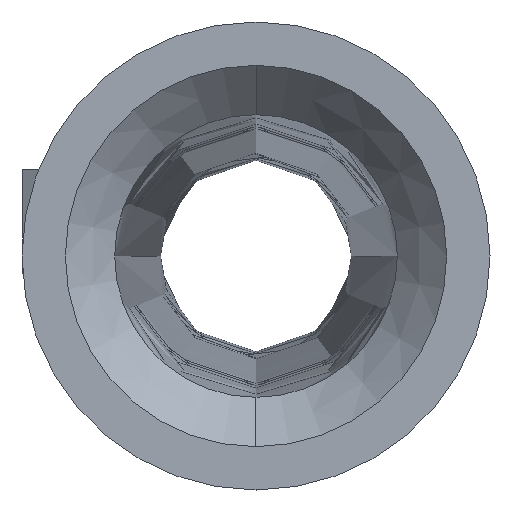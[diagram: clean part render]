
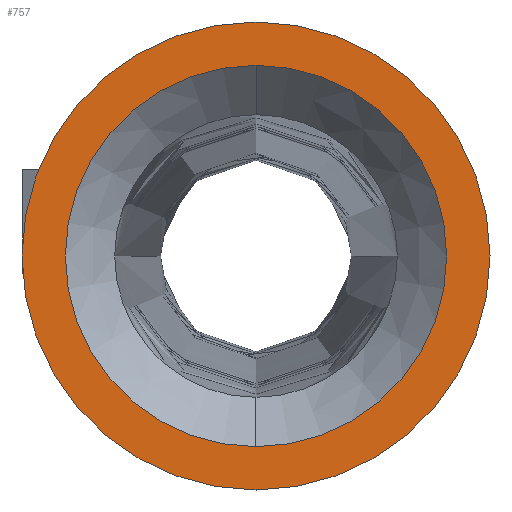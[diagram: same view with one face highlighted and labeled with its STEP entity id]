
A CAD part, front view. The second image highlights one B-rep face of the part: STEP entity #757.
In plain terms, the highlighted planar face has unit normal (0, -1, 0).
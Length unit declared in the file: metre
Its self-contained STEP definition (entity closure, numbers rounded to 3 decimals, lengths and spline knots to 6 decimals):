
#17 = DIRECTION ( 'NONE',  ( -1., 0., 0. ) ) ;
#52 = EDGE_CURVE ( 'NONE', #340, #269, #824, .T. ) ;
#66 = DIRECTION ( 'NONE',  ( 0., 1., 0. ) ) ;
#135 = CARTESIAN_POINT ( 'NONE',  ( 0., 0.2, 0. ) ) ;
#137 = CARTESIAN_POINT ( 'NONE',  ( -0.011, 0.2, 0. ) ) ;
#196 = CIRCLE ( 'NONE', #823, 0.011 ) ;
#207 = DIRECTION ( 'NONE',  ( -1., 0., 0. ) ) ;
#260 = CARTESIAN_POINT ( 'NONE',  ( 0., 0.2, 0. ) ) ;
#269 = VERTEX_POINT ( 'NONE', #137 ) ;
#298 = AXIS2_PLACEMENT_3D ( 'NONE', #135, #700, #207 ) ;
#338 = DIRECTION ( 'NONE',  ( -1., 0., 0. ) ) ;
#340 = VERTEX_POINT ( 'NONE', #567 ) ;
#383 = AXIS2_PLACEMENT_3D ( 'NONE', #971, #483, #17 ) ;
#417 = FACE_OUTER_BOUND ( 'NONE', #715, .T. ) ;
#418 = EDGE_CURVE ( 'NONE', #269, #340, #196, .T. ) ;
#426 = DIRECTION ( 'NONE',  ( -1., 0., 0. ) ) ;
#449 = CARTESIAN_POINT ( 'NONE',  ( -0.0135, 0.2, 0. ) ) ;
#450 = DIRECTION ( 'NONE',  ( 0., 1., 0. ) ) ;
#452 = CARTESIAN_POINT ( 'NONE',  ( 0., 0.2, 0. ) ) ;
#483 = DIRECTION ( 'NONE',  ( 0., 1., 0. ) ) ;
#567 = CARTESIAN_POINT ( 'NONE',  ( 0.011, 0.2, 0. ) ) ;
#609 = EDGE_CURVE ( 'NONE', #763, #979, #750, .T. ) ;
#624 = DIRECTION ( 'NONE',  ( -1., 0., 0. ) ) ;
#648 = FACE_BOUND ( 'NONE', #819, .T. ) ;
#677 = ORIENTED_EDGE ( 'NONE', *, *, #948, .F. ) ;
#700 = DIRECTION ( 'NONE',  ( 0., 1., 0. ) ) ;
#715 = EDGE_LOOP ( 'NONE', ( #727, #677 ) ) ;
#727 = ORIENTED_EDGE ( 'NONE', *, *, #609, .F. ) ;
#750 = CIRCLE ( 'NONE', #298, 0.0135 ) ;
#757 = ADVANCED_FACE ( 'NONE', ( #417, #648 ), #936, .F. ) ;
#763 = VERTEX_POINT ( 'NONE', #449 ) ;
#776 = ORIENTED_EDGE ( 'NONE', *, *, #52, .T. ) ;
#807 = AXIS2_PLACEMENT_3D ( 'NONE', #452, #450, #426 ) ;
#819 = EDGE_LOOP ( 'NONE', ( #884, #776 ) ) ;
#823 = AXIS2_PLACEMENT_3D ( 'NONE', #260, #846, #338 ) ;
#824 = CIRCLE ( 'NONE', #807, 0.011 ) ;
#846 = DIRECTION ( 'NONE',  ( 0., 1., 0. ) ) ;
#884 = ORIENTED_EDGE ( 'NONE', *, *, #418, .T. ) ;
#903 = AXIS2_PLACEMENT_3D ( 'NONE', #1018, #66, #624 ) ;
#936 = PLANE ( 'NONE',  #903 ) ;
#941 = CIRCLE ( 'NONE', #383, 0.0135 ) ;
#948 = EDGE_CURVE ( 'NONE', #979, #763, #941, .T. ) ;
#957 = CARTESIAN_POINT ( 'NONE',  ( 0.0135, 0.2, 0. ) ) ;
#971 = CARTESIAN_POINT ( 'NONE',  ( 0., 0.2, 0. ) ) ;
#979 = VERTEX_POINT ( 'NONE', #957 ) ;
#1018 = CARTESIAN_POINT ( 'NONE',  ( 0.011, 0.2, 0. ) ) ;
